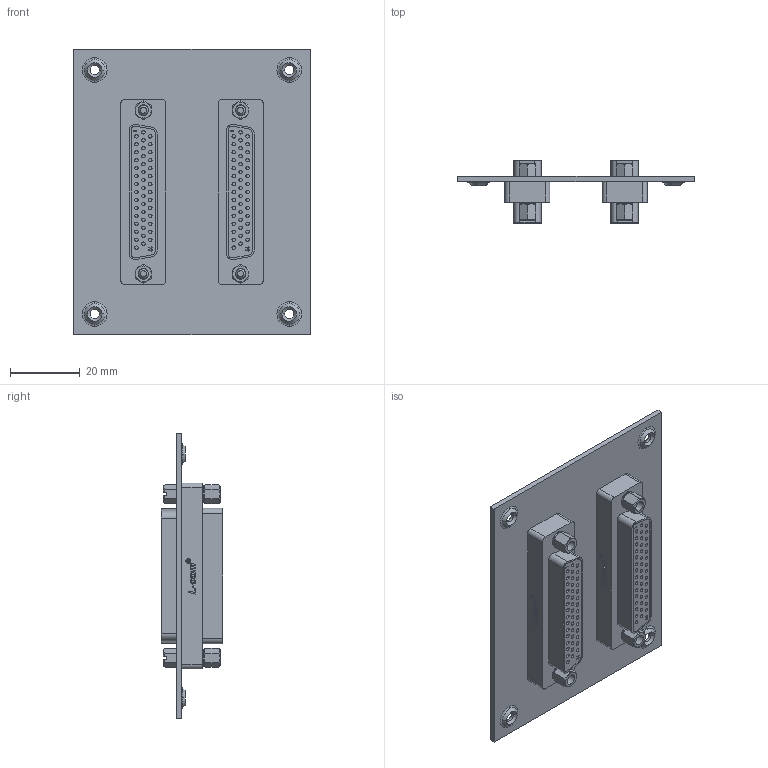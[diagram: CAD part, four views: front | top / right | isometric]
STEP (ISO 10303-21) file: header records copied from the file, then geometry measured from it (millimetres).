
FILE_DESCRIPTION (( 'STEP AP214' ), '1' );
FILE_NAME ('USP2HDB44FB.STEP', '2017-05-31T19:44:33', ( 'L-Com' ), ( 'L-Com Global Connectivity' ), 'SwSTEP 2.0', 'SolidWorks 2014', '' );
FILE_SCHEMA (( 'AUTOMOTIVE_DESIGN' ));
Length unit declared in the file: inch
Products named in the file (7): DGBH44F; 3AA05-002; 3AA06-001; SDH44S_Without Mounting Flange and Solder Cups; DGB25F-MA1_GENDER CHANGER; 1AR04-001; USP2HDB44FB
Assembly tree (10 placements, depth 3):
  USP2HDB44FB
    1AR04-001
    DGBH44F  x2
      DGB25F-MA1_GENDER CHANGER
      SDH44S_Without Mounting Flange and Solder Cups
      3AA06-001
      3AA05-002
Bounding box: 68.07 x 17.81 x 82.04 mm (x, y, z)
Volume: 21957.6 mm3; surface area: 23757.2 mm2
Topology: 15 solids, 15 shells, 1856 faces, 4452 edges, 2884 vertices
Faces by surface type: plane 892, cylinder 542, bspline 198, cone 144, torus 40, sphere 40
Entity records: 33219 total; most frequent: CARTESIAN_POINT 9859, ORIENTED_EDGE 3502, DIRECTION 3259, EDGE_CURVE 1751, VERTEX_POINT 1143, AXIS2_PLACEMENT_3D 1107, LINE 1045, VECTOR 1045
